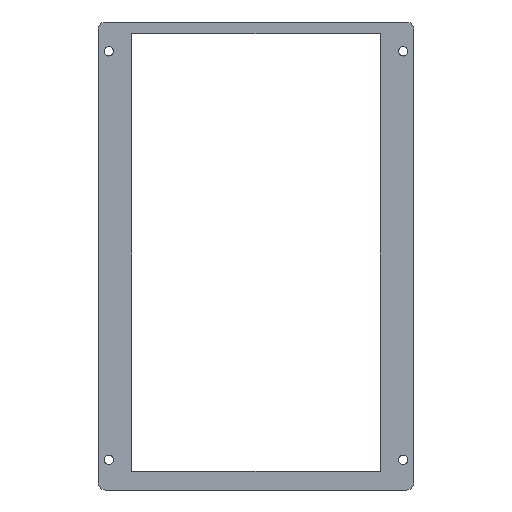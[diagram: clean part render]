
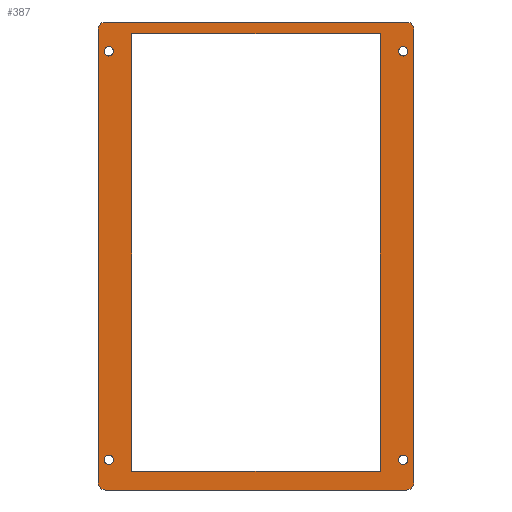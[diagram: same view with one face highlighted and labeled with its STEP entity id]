
A CAD part, front view. The second image highlights one B-rep face of the part: STEP entity #387.
In plain terms, the highlighted planar face has unit normal (0, -1, 0).
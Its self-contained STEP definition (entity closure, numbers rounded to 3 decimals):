
#15=FACE_BOUND('',#56,.T.);
#16=FACE_BOUND('',#57,.T.);
#17=FACE_BOUND('',#58,.T.);
#18=FACE_BOUND('',#59,.T.);
#19=FACE_BOUND('',#60,.T.);
#26=PLANE('',#427);
#37=FACE_OUTER_BOUND('',#55,.T.);
#55=EDGE_LOOP('',(#273,#274,#275,#276,#277,#278,#279,#280));
#56=EDGE_LOOP('',(#281,#282));
#57=EDGE_LOOP('',(#283,#284));
#58=EDGE_LOOP('',(#285,#286));
#59=EDGE_LOOP('',(#287,#288));
#60=EDGE_LOOP('',(#289,#290,#291,#292));
#83=LINE('',#595,#115);
#86=LINE('',#601,#118);
#87=LINE('',#605,#119);
#88=LINE('',#609,#120);
#89=LINE('',#629,#121);
#90=LINE('',#631,#122);
#91=LINE('',#633,#123);
#92=LINE('',#634,#124);
#115=VECTOR('',#477,10.);
#118=VECTOR('',#482,10.);
#119=VECTOR('',#485,10.);
#120=VECTOR('',#488,10.);
#121=VECTOR('',#507,10.);
#122=VECTOR('',#508,10.);
#123=VECTOR('',#509,10.);
#124=VECTOR('',#510,10.);
#145=CIRCLE('',#424,3.);
#147=CIRCLE('',#428,3.);
#148=CIRCLE('',#429,3.);
#149=CIRCLE('',#430,3.);
#150=CIRCLE('',#431,2.);
#151=CIRCLE('',#432,2.);
#152=CIRCLE('',#433,2.);
#153=CIRCLE('',#434,2.);
#154=CIRCLE('',#435,2.);
#155=CIRCLE('',#436,2.);
#156=CIRCLE('',#437,2.);
#157=CIRCLE('',#438,2.);
#169=VERTEX_POINT('',#585);
#170=VERTEX_POINT('',#586);
#173=VERTEX_POINT('',#594);
#175=VERTEX_POINT('',#600);
#176=VERTEX_POINT('',#602);
#177=VERTEX_POINT('',#604);
#178=VERTEX_POINT('',#606);
#179=VERTEX_POINT('',#608);
#180=VERTEX_POINT('',#611);
#181=VERTEX_POINT('',#612);
#182=VERTEX_POINT('',#615);
#183=VERTEX_POINT('',#616);
#184=VERTEX_POINT('',#619);
#185=VERTEX_POINT('',#620);
#186=VERTEX_POINT('',#623);
#187=VERTEX_POINT('',#624);
#188=VERTEX_POINT('',#627);
#189=VERTEX_POINT('',#628);
#190=VERTEX_POINT('',#630);
#191=VERTEX_POINT('',#632);
#209=EDGE_CURVE('',#169,#170,#145,.T.);
#213=EDGE_CURVE('',#170,#173,#83,.T.);
#216=EDGE_CURVE('',#169,#175,#86,.T.);
#217=EDGE_CURVE('',#176,#175,#147,.T.);
#218=EDGE_CURVE('',#177,#176,#87,.T.);
#219=EDGE_CURVE('',#178,#177,#148,.T.);
#220=EDGE_CURVE('',#178,#179,#88,.T.);
#221=EDGE_CURVE('',#173,#179,#149,.T.);
#222=EDGE_CURVE('',#180,#181,#150,.T.);
#223=EDGE_CURVE('',#181,#180,#151,.T.);
#224=EDGE_CURVE('',#182,#183,#152,.T.);
#225=EDGE_CURVE('',#183,#182,#153,.T.);
#226=EDGE_CURVE('',#184,#185,#154,.T.);
#227=EDGE_CURVE('',#185,#184,#155,.T.);
#228=EDGE_CURVE('',#186,#187,#156,.T.);
#229=EDGE_CURVE('',#187,#186,#157,.T.);
#230=EDGE_CURVE('',#188,#189,#89,.T.);
#231=EDGE_CURVE('',#190,#188,#90,.T.);
#232=EDGE_CURVE('',#191,#190,#91,.T.);
#233=EDGE_CURVE('',#189,#191,#92,.T.);
#273=ORIENTED_EDGE('',*,*,#209,.F.);
#274=ORIENTED_EDGE('',*,*,#216,.T.);
#275=ORIENTED_EDGE('',*,*,#217,.F.);
#276=ORIENTED_EDGE('',*,*,#218,.F.);
#277=ORIENTED_EDGE('',*,*,#219,.F.);
#278=ORIENTED_EDGE('',*,*,#220,.T.);
#279=ORIENTED_EDGE('',*,*,#221,.F.);
#280=ORIENTED_EDGE('',*,*,#213,.F.);
#281=ORIENTED_EDGE('',*,*,#222,.T.);
#282=ORIENTED_EDGE('',*,*,#223,.T.);
#283=ORIENTED_EDGE('',*,*,#224,.T.);
#284=ORIENTED_EDGE('',*,*,#225,.T.);
#285=ORIENTED_EDGE('',*,*,#226,.T.);
#286=ORIENTED_EDGE('',*,*,#227,.T.);
#287=ORIENTED_EDGE('',*,*,#228,.T.);
#288=ORIENTED_EDGE('',*,*,#229,.T.);
#289=ORIENTED_EDGE('',*,*,#230,.F.);
#290=ORIENTED_EDGE('',*,*,#231,.F.);
#291=ORIENTED_EDGE('',*,*,#232,.F.);
#292=ORIENTED_EDGE('',*,*,#233,.F.);
#387=ADVANCED_FACE('',(#37,#15,#16,#17,#18,#19),#26,.F.);
#424=AXIS2_PLACEMENT_3D('',#587,#469,#470);
#427=AXIS2_PLACEMENT_3D('',#599,#480,#481);
#428=AXIS2_PLACEMENT_3D('',#603,#483,#484);
#429=AXIS2_PLACEMENT_3D('',#607,#486,#487);
#430=AXIS2_PLACEMENT_3D('',#610,#489,#490);
#431=AXIS2_PLACEMENT_3D('',#613,#491,#492);
#432=AXIS2_PLACEMENT_3D('',#614,#493,#494);
#433=AXIS2_PLACEMENT_3D('',#617,#495,#496);
#434=AXIS2_PLACEMENT_3D('',#618,#497,#498);
#435=AXIS2_PLACEMENT_3D('',#621,#499,#500);
#436=AXIS2_PLACEMENT_3D('',#622,#501,#502);
#437=AXIS2_PLACEMENT_3D('',#625,#503,#504);
#438=AXIS2_PLACEMENT_3D('',#626,#505,#506);
#469=DIRECTION('center_axis',(0.,1.,0.));
#470=DIRECTION('ref_axis',(0.707,0.,0.707));
#477=DIRECTION('',(0.,0.,-1.));
#480=DIRECTION('center_axis',(0.,1.,0.));
#481=DIRECTION('ref_axis',(0.,0.,1.));
#482=DIRECTION('',(-1.,0.,0.));
#483=DIRECTION('center_axis',(0.,1.,0.));
#484=DIRECTION('ref_axis',(-0.707,0.,0.707));
#485=DIRECTION('',(0.,0.,1.));
#486=DIRECTION('center_axis',(0.,1.,0.));
#487=DIRECTION('ref_axis',(-0.707,0.,-0.707));
#488=DIRECTION('',(1.,0.,0.));
#489=DIRECTION('center_axis',(0.,1.,0.));
#490=DIRECTION('ref_axis',(0.707,0.,-0.707));
#491=DIRECTION('center_axis',(0.,1.,0.));
#492=DIRECTION('ref_axis',(1.,0.,0.));
#493=DIRECTION('center_axis',(0.,1.,0.));
#494=DIRECTION('ref_axis',(1.,0.,0.));
#495=DIRECTION('center_axis',(0.,1.,0.));
#496=DIRECTION('ref_axis',(1.,0.,0.));
#497=DIRECTION('center_axis',(0.,1.,0.));
#498=DIRECTION('ref_axis',(1.,0.,0.));
#499=DIRECTION('center_axis',(0.,1.,0.));
#500=DIRECTION('ref_axis',(1.,0.,0.));
#501=DIRECTION('center_axis',(0.,1.,0.));
#502=DIRECTION('ref_axis',(1.,0.,0.));
#503=DIRECTION('center_axis',(0.,1.,0.));
#504=DIRECTION('ref_axis',(1.,0.,0.));
#505=DIRECTION('center_axis',(0.,1.,0.));
#506=DIRECTION('ref_axis',(1.,0.,0.));
#507=DIRECTION('',(0.,0.,-1.));
#508=DIRECTION('',(-1.,0.,0.));
#509=DIRECTION('',(0.,0.,1.));
#510=DIRECTION('',(1.,0.,0.));
#585=CARTESIAN_POINT('',(64.5,0.,98.75));
#586=CARTESIAN_POINT('',(67.5,0.,95.75));
#587=CARTESIAN_POINT('Origin',(64.5,0.,95.75));
#594=CARTESIAN_POINT('',(67.5,0.,-98.75));
#595=CARTESIAN_POINT('',(67.5,0.,118.838));
#599=CARTESIAN_POINT('Origin',(0.,0.,0.));
#600=CARTESIAN_POINT('',(-64.5,0.,98.75));
#601=CARTESIAN_POINT('',(-33.75,0.,98.75));
#602=CARTESIAN_POINT('',(-67.5,0.,95.75));
#603=CARTESIAN_POINT('Origin',(-64.5,0.,95.75));
#604=CARTESIAN_POINT('',(-67.5,0.,-98.75));
#605=CARTESIAN_POINT('',(-67.5,0.,-118.838));
#606=CARTESIAN_POINT('',(-64.5,0.,-101.75));
#607=CARTESIAN_POINT('Origin',(-64.5,0.,-98.75));
#608=CARTESIAN_POINT('',(64.5,0.,-101.75));
#609=CARTESIAN_POINT('',(33.75,0.,-101.75));
#610=CARTESIAN_POINT('Origin',(64.5,0.,-98.75));
#611=CARTESIAN_POINT('',(-61.,0.,86.162));
#612=CARTESIAN_POINT('',(-65.,0.,86.162));
#613=CARTESIAN_POINT('Origin',(-63.,0.,86.162));
#614=CARTESIAN_POINT('Origin',(-63.,0.,86.162));
#615=CARTESIAN_POINT('',(65.,0.,-88.838));
#616=CARTESIAN_POINT('',(61.,0.,-88.838));
#617=CARTESIAN_POINT('Origin',(63.,0.,-88.838));
#618=CARTESIAN_POINT('Origin',(63.,0.,-88.838));
#619=CARTESIAN_POINT('',(65.,0.,86.162));
#620=CARTESIAN_POINT('',(61.,0.,86.162));
#621=CARTESIAN_POINT('Origin',(63.,0.,86.162));
#622=CARTESIAN_POINT('Origin',(63.,0.,86.162));
#623=CARTESIAN_POINT('',(-61.,0.,-88.838));
#624=CARTESIAN_POINT('',(-65.,0.,-88.838));
#625=CARTESIAN_POINT('Origin',(-63.,0.,-88.838));
#626=CARTESIAN_POINT('Origin',(-63.,0.,-88.838));
#627=CARTESIAN_POINT('',(-53.25,0.,93.75));
#628=CARTESIAN_POINT('',(-53.25,0.,-93.75));
#629=CARTESIAN_POINT('',(-53.25,0.,93.75));
#630=CARTESIAN_POINT('',(53.25,0.,93.75));
#631=CARTESIAN_POINT('',(53.25,0.,93.75));
#632=CARTESIAN_POINT('',(53.25,0.,-93.75));
#633=CARTESIAN_POINT('',(53.25,0.,-93.75));
#634=CARTESIAN_POINT('',(-53.25,0.,-93.75));
